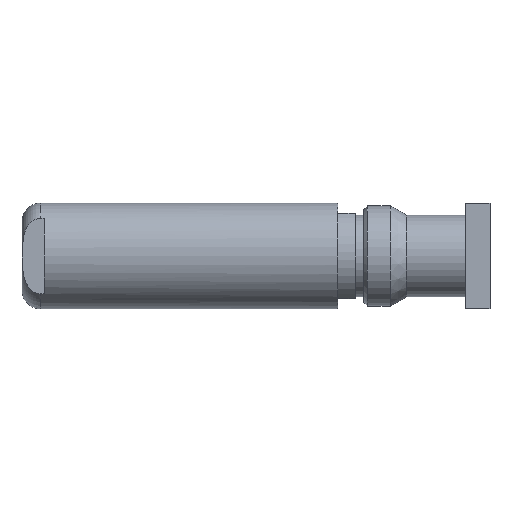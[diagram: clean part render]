
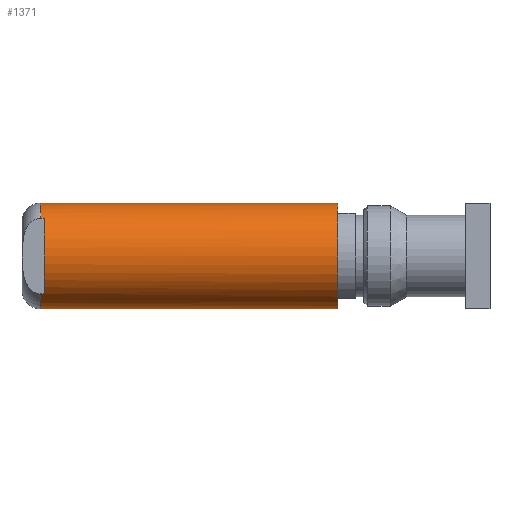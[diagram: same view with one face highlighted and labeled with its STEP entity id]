
A CAD part, left-side view. The second image highlights one B-rep face of the part: STEP entity #1371.
In plain terms, the highlighted cylindrical face has radius 14.25 mm (diameter 28.5 mm), a partial arc.
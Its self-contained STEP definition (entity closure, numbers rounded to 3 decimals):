
#34 = ORIENTED_EDGE ( 'NONE', *, *, #1580, .F. ) ;
#88 = AXIS2_PLACEMENT_3D ( 'NONE', #175, #1268, #1241 ) ;
#91 = VERTEX_POINT ( 'NONE', #898 ) ;
#118 = LINE ( 'NONE', #1575, #497 ) ;
#174 = CARTESIAN_POINT ( 'NONE',  ( 0., 120., 0. ) ) ;
#175 = CARTESIAN_POINT ( 'NONE',  ( 0., 41., 0. ) ) ;
#188 = DIRECTION ( 'NONE',  ( 0., -1., 0. ) ) ;
#220 = VECTOR ( 'NONE', #632, 1000. ) ;
#254 = DIRECTION ( 'NONE',  ( 0., 1., 0. ) ) ;
#264 = VERTEX_POINT ( 'NONE', #1101 ) ;
#301 = AXIS2_PLACEMENT_3D ( 'NONE', #489, #1554, #1699 ) ;
#370 = ORIENTED_EDGE ( 'NONE', *, *, #1089, .F. ) ;
#373 = DIRECTION ( 'NONE',  ( 0., -1., 0. ) ) ;
#415 = VERTEX_POINT ( 'NONE', #565 ) ;
#463 = LINE ( 'NONE', #985, #802 ) ;
#468 = AXIS2_PLACEMENT_3D ( 'NONE', #1551, #880, #1423 ) ;
#469 = VECTOR ( 'NONE', #373, 1000. ) ;
#485 = ORIENTED_EDGE ( 'NONE', *, *, #1197, .F. ) ;
#489 = CARTESIAN_POINT ( 'NONE',  ( 0., 121., 0. ) ) ;
#497 = VECTOR ( 'NONE', #254, 1000. ) ;
#505 = ORIENTED_EDGE ( 'NONE', *, *, #1717, .F. ) ;
#565 = CARTESIAN_POINT ( 'NONE',  ( 0., 41., 14.25 ) ) ;
#579 = AXIS2_PLACEMENT_3D ( 'NONE', #174, #1668, #1404 ) ;
#585 = VERTEX_POINT ( 'NONE', #1208 ) ;
#610 = CARTESIAN_POINT ( 'NONE',  ( -10., 121., -10.152 ) ) ;
#632 = DIRECTION ( 'NONE',  ( 0., -1., 0. ) ) ;
#636 = FACE_OUTER_BOUND ( 'NONE', #1598, .T. ) ;
#637 = CARTESIAN_POINT ( 'NONE',  ( -10., 121., 10.152 ) ) ;
#698 = ORIENTED_EDGE ( 'NONE', *, *, #1151, .T. ) ;
#729 = CYLINDRICAL_SURFACE ( 'NONE', #468, 14.25 ) ;
#754 = LINE ( 'NONE', #770, #469 ) ;
#766 = CARTESIAN_POINT ( 'NONE',  ( 0., 38.304, -14.25 ) ) ;
#770 = CARTESIAN_POINT ( 'NONE',  ( 0., 38.304, 14.25 ) ) ;
#802 = VECTOR ( 'NONE', #997, 1000. ) ;
#857 = CIRCLE ( 'NONE', #1080, 14.25 ) ;
#875 = EDGE_CURVE ( 'NONE', #264, #1133, #1293, .T. ) ;
#880 = DIRECTION ( 'NONE',  ( 0., -1., 0. ) ) ;
#898 = CARTESIAN_POINT ( 'NONE',  ( 0., 121., 14.25 ) ) ;
#914 = CIRCLE ( 'NONE', #579, 14.25 ) ;
#949 = EDGE_CURVE ( 'NONE', #1657, #264, #857, .T. ) ;
#961 = ORIENTED_EDGE ( 'NONE', *, *, #875, .T. ) ;
#985 = CARTESIAN_POINT ( 'NONE',  ( -10., 120., 10.152 ) ) ;
#997 = DIRECTION ( 'NONE',  ( 0., 1., 0. ) ) ;
#1007 = ORIENTED_EDGE ( 'NONE', *, *, #1284, .T. ) ;
#1080 = AXIS2_PLACEMENT_3D ( 'NONE', #1652, #188, #1102 ) ;
#1089 = EDGE_CURVE ( 'NONE', #585, #1352, #914, .T. ) ;
#1101 = CARTESIAN_POINT ( 'NONE',  ( 0., 121., -14.25 ) ) ;
#1102 = DIRECTION ( 'NONE',  ( 0., 0., -1. ) ) ;
#1133 = VERTEX_POINT ( 'NONE', #1289 ) ;
#1145 = CIRCLE ( 'NONE', #88, 14.25 ) ;
#1151 = EDGE_CURVE ( 'NONE', #91, #1693, #1426, .T. ) ;
#1197 = EDGE_CURVE ( 'NONE', #1352, #1693, #463, .T. ) ;
#1208 = CARTESIAN_POINT ( 'NONE',  ( -10., 120., -10.152 ) ) ;
#1241 = DIRECTION ( 'NONE',  ( 0., 0., -1. ) ) ;
#1268 = DIRECTION ( 'NONE',  ( 0., -1., 0. ) ) ;
#1284 = EDGE_CURVE ( 'NONE', #585, #1657, #118, .T. ) ;
#1289 = CARTESIAN_POINT ( 'NONE',  ( 0., 41., -14.25 ) ) ;
#1293 = LINE ( 'NONE', #766, #220 ) ;
#1308 = CARTESIAN_POINT ( 'NONE',  ( -10., 120., 10.152 ) ) ;
#1352 = VERTEX_POINT ( 'NONE', #1308 ) ;
#1371 = ADVANCED_FACE ( 'NONE', ( #636 ), #729, .T. ) ;
#1404 = DIRECTION ( 'NONE',  ( 0., 0., -1. ) ) ;
#1423 = DIRECTION ( 'NONE',  ( 0., 0., -1. ) ) ;
#1426 = CIRCLE ( 'NONE', #301, 14.25 ) ;
#1551 = CARTESIAN_POINT ( 'NONE',  ( 0., 38.304, 0. ) ) ;
#1554 = DIRECTION ( 'NONE',  ( 0., -1., 0. ) ) ;
#1575 = CARTESIAN_POINT ( 'NONE',  ( -10., 120., -10.152 ) ) ;
#1580 = EDGE_CURVE ( 'NONE', #415, #1133, #1145, .T. ) ;
#1598 = EDGE_LOOP ( 'NONE', ( #505, #698, #485, #370, #1007, #1620, #961, #34 ) ) ;
#1620 = ORIENTED_EDGE ( 'NONE', *, *, #949, .T. ) ;
#1652 = CARTESIAN_POINT ( 'NONE',  ( 0., 121., 0. ) ) ;
#1657 = VERTEX_POINT ( 'NONE', #610 ) ;
#1668 = DIRECTION ( 'NONE',  ( 0., 1., 0. ) ) ;
#1693 = VERTEX_POINT ( 'NONE', #637 ) ;
#1699 = DIRECTION ( 'NONE',  ( 0., 0., -1. ) ) ;
#1717 = EDGE_CURVE ( 'NONE', #91, #415, #754, .T. ) ;
